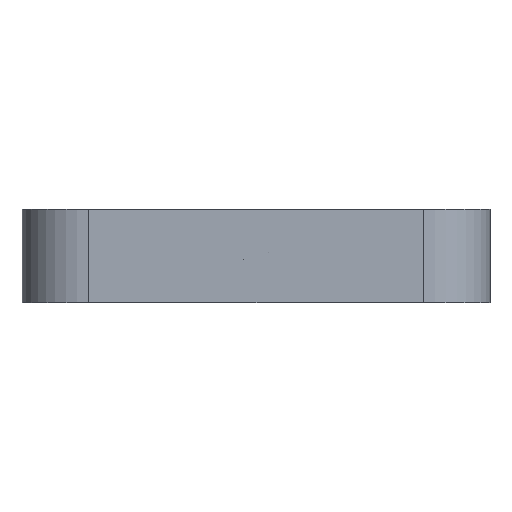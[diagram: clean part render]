
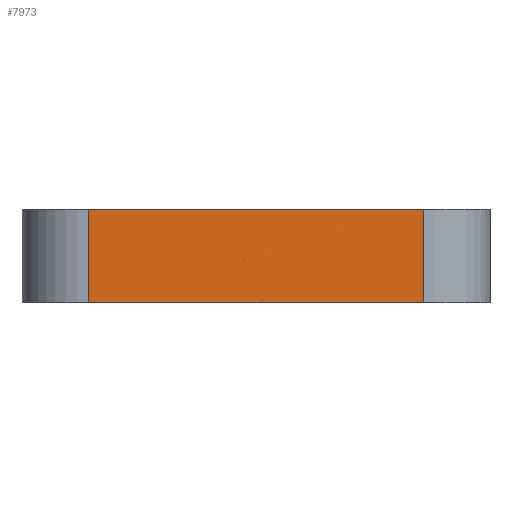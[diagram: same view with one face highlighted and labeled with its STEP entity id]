
A CAD part, front view. The second image highlights one B-rep face of the part: STEP entity #7973.
In plain terms, the highlighted planar face has unit normal (0, -1, 0).
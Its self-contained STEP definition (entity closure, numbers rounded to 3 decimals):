
#526=PLANE('',#8445);
#766=FACE_OUTER_BOUND('',#1229,.T.);
#1229=EDGE_LOOP('',(#5799,#5800,#5801,#5802));
#1868=LINE('',#11511,#2684);
#1870=LINE('',#11517,#2686);
#1871=LINE('',#11519,#2687);
#1872=LINE('',#11520,#2688);
#2684=VECTOR('',#9019,10.);
#2686=VECTOR('',#9025,10.);
#2687=VECTOR('',#9026,10.);
#2688=VECTOR('',#9027,10.);
#3751=VERTEX_POINT('',#11508);
#3752=VERTEX_POINT('',#11510);
#3754=VERTEX_POINT('',#11516);
#3755=VERTEX_POINT('',#11518);
#4569=EDGE_CURVE('',#3751,#3752,#1868,.T.);
#4572=EDGE_CURVE('',#3754,#3751,#1870,.T.);
#4573=EDGE_CURVE('',#3755,#3754,#1871,.T.);
#4574=EDGE_CURVE('',#3755,#3752,#1872,.T.);
#5799=ORIENTED_EDGE('',*,*,#4569,.F.);
#5800=ORIENTED_EDGE('',*,*,#4572,.F.);
#5801=ORIENTED_EDGE('',*,*,#4573,.F.);
#5802=ORIENTED_EDGE('',*,*,#4574,.T.);
#7973=ADVANCED_FACE('',(#766),#526,.T.);
#8445=AXIS2_PLACEMENT_3D('',#11515,#9023,#9024);
#9019=DIRECTION('',(0.,0.,-1.));
#9023=DIRECTION('center_axis',(0.,-1.,0.));
#9024=DIRECTION('ref_axis',(1.,0.,0.));
#9025=DIRECTION('',(1.,0.,0.));
#9026=DIRECTION('',(0.,0.,1.));
#9027=DIRECTION('',(1.,0.,0.));
#11508=CARTESIAN_POINT('',(25.,-35.,14.));
#11510=CARTESIAN_POINT('',(25.,-35.,0.));
#11511=CARTESIAN_POINT('',(25.,-35.,0.));
#11515=CARTESIAN_POINT('Origin',(-35.,-35.,0.));
#11516=CARTESIAN_POINT('',(-25.,-35.,14.));
#11517=CARTESIAN_POINT('',(-35.,-35.,14.));
#11518=CARTESIAN_POINT('',(-25.,-35.,0.));
#11519=CARTESIAN_POINT('',(-25.,-35.,0.));
#11520=CARTESIAN_POINT('',(-35.,-35.,0.));
